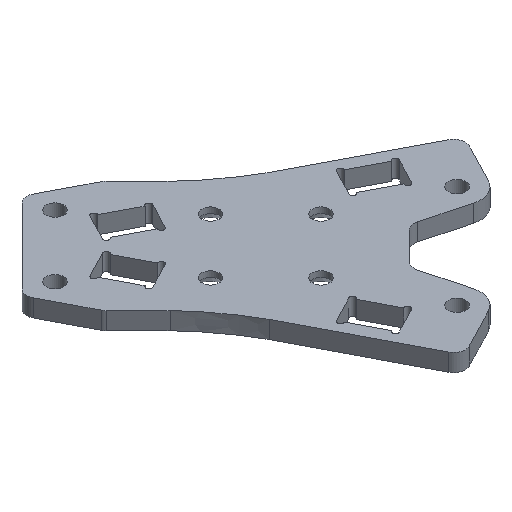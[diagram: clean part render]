
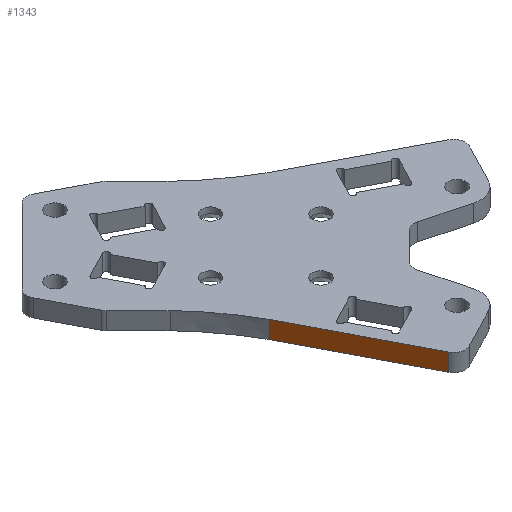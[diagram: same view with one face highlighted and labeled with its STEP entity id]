
A CAD part, isometric view. The second image highlights one B-rep face of the part: STEP entity #1343.
In plain terms, the highlighted planar face has unit normal (-0.887, -0.462, 0).
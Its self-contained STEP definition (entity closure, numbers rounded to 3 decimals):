
#49=B_SPLINE_CURVE_WITH_KNOTS('',3,(#2212,#2213,#2214,#2215),
 .UNSPECIFIED.,.F.,.F.,(4,4),(0.,0.3),
 .UNSPECIFIED.);
#62=PLANE('',#1468);
#101=FACE_OUTER_BOUND('',#183,.T.);
#183=EDGE_LOOP('',(#1023,#1024,#1025,#1026));
#256=LINE('',#1984,#376);
#261=LINE('',#1996,#381);
#301=LINE('',#2230,#421);
#376=VECTOR('',#1580,10.);
#381=VECTOR('',#1591,10.);
#421=VECTOR('',#1725,10.);
#570=VERTEX_POINT('',#1981);
#571=VERTEX_POINT('',#1983);
#575=VERTEX_POINT('',#1995);
#643=VERTEX_POINT('',#2211);
#705=EDGE_CURVE('',#570,#571,#256,.T.);
#711=EDGE_CURVE('',#575,#571,#261,.T.);
#791=EDGE_CURVE('',#575,#643,#49,.T.);
#793=EDGE_CURVE('',#643,#570,#301,.T.);
#1023=ORIENTED_EDGE('',*,*,#705,.F.);
#1024=ORIENTED_EDGE('',*,*,#793,.F.);
#1025=ORIENTED_EDGE('',*,*,#791,.F.);
#1026=ORIENTED_EDGE('',*,*,#711,.T.);
#1343=ADVANCED_FACE('',(#101),#62,.T.);
#1468=AXIS2_PLACEMENT_3D('',#2229,#1723,#1724);
#1580=DIRECTION('',(0.,0.,-1.));
#1591=DIRECTION('',(0.462,-0.887,0.));
#1723=DIRECTION('center_axis',(-0.887,-0.462,0.));
#1724=DIRECTION('ref_axis',(0.462,-0.887,0.));
#1725=DIRECTION('',(0.462,-0.887,0.));
#1981=CARTESIAN_POINT('',(-132.57,100.981,1.));
#1983=CARTESIAN_POINT('',(-132.57,100.981,-2.));
#1984=CARTESIAN_POINT('',(-132.57,100.981,-2.));
#1995=CARTESIAN_POINT('',(-143.135,121.278,-2.));
#1996=CARTESIAN_POINT('',(-145.978,126.739,-2.));
#2211=CARTESIAN_POINT('',(-143.135,121.278,1.));
#2212=CARTESIAN_POINT('Ctrl Pts',(-143.135,121.278,-2.));
#2213=CARTESIAN_POINT('Ctrl Pts',(-143.135,121.278,-1.));
#2214=CARTESIAN_POINT('Ctrl Pts',(-143.135,121.278,0.));
#2215=CARTESIAN_POINT('Ctrl Pts',(-143.135,121.278,1.));
#2229=CARTESIAN_POINT('Origin',(-145.978,126.739,-2.));
#2230=CARTESIAN_POINT('',(-145.978,126.739,1.));
